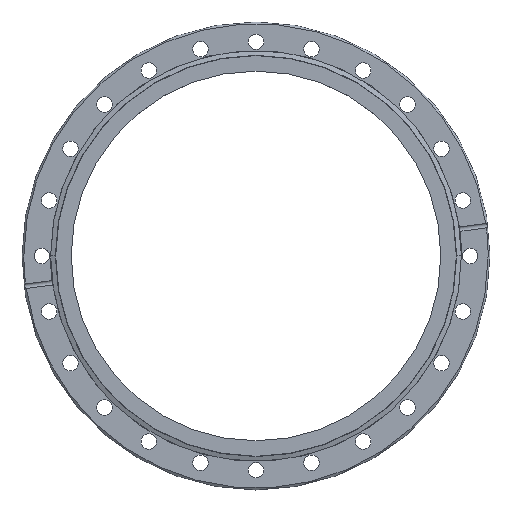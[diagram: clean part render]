
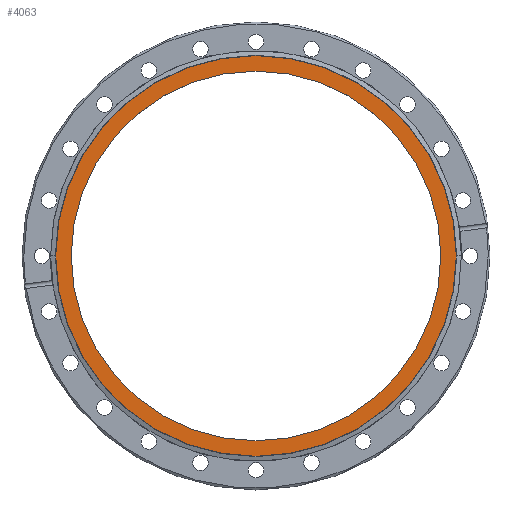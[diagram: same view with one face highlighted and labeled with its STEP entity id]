
A CAD part, top view. The second image highlights one B-rep face of the part: STEP entity #4063.
In plain terms, the highlighted planar face has unit normal (0, 0, 1).
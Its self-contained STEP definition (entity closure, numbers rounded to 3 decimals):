
#230 = PLANE ( 'NONE',  #708 ) ;
#390 = CIRCLE ( 'NONE', #3197, 108.398 ) ;
#439 = CARTESIAN_POINT ( 'NONE',  ( 0., 0., -1.2 ) ) ;
#534 = CIRCLE ( 'NONE', #4070, 100. ) ;
#575 = VERTEX_POINT ( 'NONE', #2484 ) ;
#596 = CARTESIAN_POINT ( 'NONE',  ( 0., 0., -1.2 ) ) ;
#684 = EDGE_CURVE ( 'NONE', #1047, #768, #2099, .T. ) ;
#708 = AXIS2_PLACEMENT_3D ( 'NONE', #3587, #1564, #3924 ) ;
#768 = VERTEX_POINT ( 'NONE', #3614 ) ;
#769 = DIRECTION ( 'NONE',  ( -1., 0., 0. ) ) ;
#810 = CIRCLE ( 'NONE', #3667, 108.398 ) ;
#922 = DIRECTION ( 'NONE',  ( -1., 0., 0. ) ) ;
#933 = CARTESIAN_POINT ( 'NONE',  ( 100., 0., -1.2 ) ) ;
#1047 = VERTEX_POINT ( 'NONE', #933 ) ;
#1073 = AXIS2_PLACEMENT_3D ( 'NONE', #3895, #3942, #3959 ) ;
#1470 = EDGE_CURVE ( 'NONE', #768, #1047, #534, .T. ) ;
#1515 = CARTESIAN_POINT ( 'NONE',  ( 108.398, 0., -1.2 ) ) ;
#1564 = DIRECTION ( 'NONE',  ( 0., 0., -1. ) ) ;
#1643 = ORIENTED_EDGE ( 'NONE', *, *, #3450, .F. ) ;
#2099 = CIRCLE ( 'NONE', #1073, 100. ) ;
#2387 = ORIENTED_EDGE ( 'NONE', *, *, #684, .T. ) ;
#2418 = DIRECTION ( 'NONE',  ( 0., 0., -1. ) ) ;
#2484 = CARTESIAN_POINT ( 'NONE',  ( -108.398, 0., -1.2 ) ) ;
#2737 = ORIENTED_EDGE ( 'NONE', *, *, #1470, .T. ) ;
#2777 = VERTEX_POINT ( 'NONE', #1515 ) ;
#2787 = DIRECTION ( 'NONE',  ( 0., 0., -1. ) ) ;
#2838 = EDGE_LOOP ( 'NONE', ( #1643, #3824 ) ) ;
#2933 = DIRECTION ( 'NONE',  ( 0., 0., -1. ) ) ;
#3197 = AXIS2_PLACEMENT_3D ( 'NONE', #439, #2787, #769 ) ;
#3210 = FACE_BOUND ( 'NONE', #4183, .T. ) ;
#3255 = DIRECTION ( 'NONE',  ( -1., 0., 0. ) ) ;
#3450 = EDGE_CURVE ( 'NONE', #2777, #575, #810, .T. ) ;
#3587 = CARTESIAN_POINT ( 'NONE',  ( 108.398, 0., -1.2 ) ) ;
#3614 = CARTESIAN_POINT ( 'NONE',  ( -100., 0., -1.2 ) ) ;
#3667 = AXIS2_PLACEMENT_3D ( 'NONE', #596, #2933, #922 ) ;
#3801 = EDGE_CURVE ( 'NONE', #575, #2777, #390, .T. ) ;
#3824 = ORIENTED_EDGE ( 'NONE', *, *, #3801, .F. ) ;
#3895 = CARTESIAN_POINT ( 'NONE',  ( 0., 0., -1.2 ) ) ;
#3924 = DIRECTION ( 'NONE',  ( -1., 0., 0. ) ) ;
#3942 = DIRECTION ( 'NONE',  ( 0., 0., -1. ) ) ;
#3959 = DIRECTION ( 'NONE',  ( -1., 0., 0. ) ) ;
#4063 = ADVANCED_FACE ( 'NONE', ( #4091, #3210 ), #230, .F. ) ;
#4070 = AXIS2_PLACEMENT_3D ( 'NONE', #4111, #2418, #3255 ) ;
#4091 = FACE_OUTER_BOUND ( 'NONE', #2838, .T. ) ;
#4111 = CARTESIAN_POINT ( 'NONE',  ( 0., 0., -1.2 ) ) ;
#4183 = EDGE_LOOP ( 'NONE', ( #2737, #2387 ) ) ;
